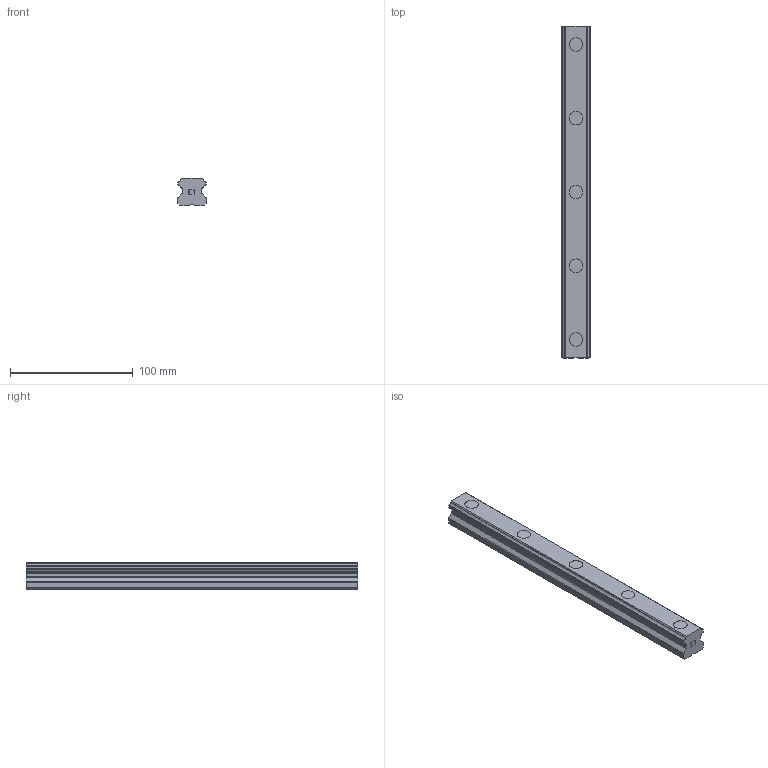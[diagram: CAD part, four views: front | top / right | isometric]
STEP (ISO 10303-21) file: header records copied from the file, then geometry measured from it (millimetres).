
FILE_DESCRIPTION(('STEP AP214'),'1');
FILE_NAME('cctmp_D3F022CB-A5F0-4C74-90A6-E2E0CF45E52B_2020_5_28_15_22_40_603..stp','2020-05-28T13:22:40',('HIWIN GmbH'),('CADClick - www.CADClick.com'),'Spatial InterOp 3D',' ','unknown authorization');
FILE_SCHEMA(('AUTOMOTIVE_DESIGN'));
Length unit declared in the file: millimetre
Products named in the file (1): HGR25R270H_FILE
Bounding box: 23 x 270 x 22 mm (x, y, z)
Volume: 111620 mm3; surface area: 28865.9 mm2
Topology: 1 solids, 1 shells, 171 faces, 465 edges, 310 vertices
Faces by surface type: plane 119, cylinder 52
Entity records: 6815 total; most frequent: DIRECTION 953, CARTESIAN_POINT 947, ORIENTED_EDGE 930, EDGE_CURVE 465, LINE 321, VECTOR 321, AXIS2_PLACEMENT_3D 316, VERTEX_POINT 310
